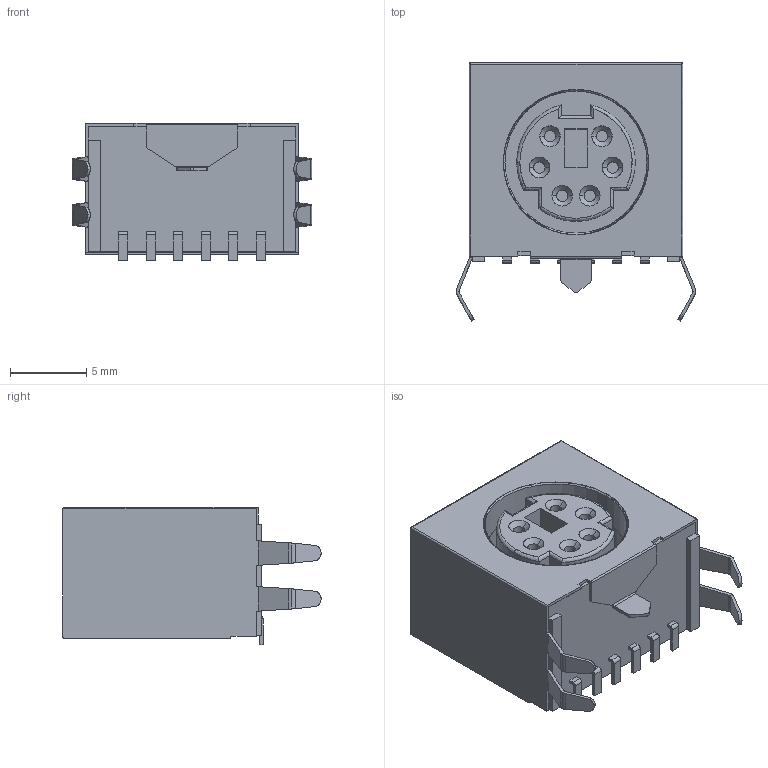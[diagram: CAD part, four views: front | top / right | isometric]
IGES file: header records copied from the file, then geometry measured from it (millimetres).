
Start section: SolidWorks IGES file using analytic representation for surfaces
Global section: file name: KMDTX-SMT-6S-BSC_rB1.IGS; native system: SolidWorks 2007; preprocessor: SolidWorks 2007; author: Patrick; date: 120426.101132; units: millimetre
Bounding box: 15.7 x 16.9 x 9 mm (x, y, z)
Surface area: 1715.2 mm2 (no closed solid volume)
Topology: 0 solids, 0 shells, 225 faces, 1708 edges, 1708 vertices
Faces by surface type: bspline 152, revolution 73
